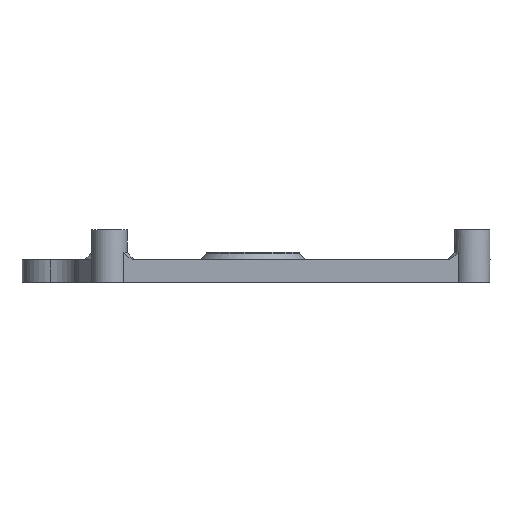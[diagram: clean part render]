
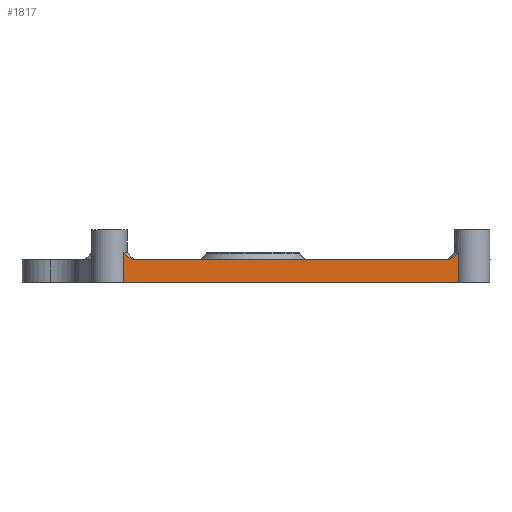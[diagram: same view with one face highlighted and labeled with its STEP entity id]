
A CAD part, left-side view. The second image highlights one B-rep face of the part: STEP entity #1817.
In plain terms, the highlighted planar face has unit normal (-1, 0, 0).
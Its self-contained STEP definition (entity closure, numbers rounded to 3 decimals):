
#29=B_SPLINE_CURVE_WITH_KNOTS('',3,(#2829,#2830,#2831,#2832,#2833,#2834,
#2835,#2836,#2837,#2838,#2839,#2840,#2841,#2842,#2843,#2844,#2845,#2846,
#2847),.UNSPECIFIED.,.F.,.F.,(4,3,3,3,3,3,4),(0.,0.025,0.051,
0.078,0.106,0.136,0.155),
 .UNSPECIFIED.);
#64=(
BOUNDED_CURVE()
B_SPLINE_CURVE(2,(#3233,#3234,#3235),.UNSPECIFIED.,.F.,.F.)
B_SPLINE_CURVE_WITH_KNOTS((3,3),(0.,0.155),.UNSPECIFIED.)
CURVE()
GEOMETRIC_REPRESENTATION_ITEM()
RATIONAL_B_SPLINE_CURVE((1.,1.021,1.))
REPRESENTATION_ITEM('')
);
#139=PLANE('',#1994);
#219=FACE_OUTER_BOUND('',#331,.T.);
#331=EDGE_LOOP('',(#1644,#1645,#1646,#1647,#1648,#1649));
#359=LINE('',#2570,#517);
#405=LINE('',#2701,#563);
#457=LINE('',#2827,#615);
#499=LINE('',#3236,#657);
#517=VECTOR('',#2053,10.);
#563=VECTOR('',#2149,10.);
#615=VECTOR('',#2277,10.);
#657=VECTOR('',#2465,10.);
#753=VERTEX_POINT('',#2567);
#754=VERTEX_POINT('',#2569);
#813=VERTEX_POINT('',#2698);
#814=VERTEX_POINT('',#2700);
#847=VERTEX_POINT('',#2825);
#906=VERTEX_POINT('',#3232);
#932=EDGE_CURVE('',#753,#754,#359,.T.);
#998=EDGE_CURVE('',#814,#813,#405,.F.);
#1061=EDGE_CURVE('',#813,#847,#457,.T.);
#1062=EDGE_CURVE('',#754,#847,#29,.T.);
#1159=EDGE_CURVE('',#906,#753,#64,.T.);
#1160=EDGE_CURVE('',#814,#906,#499,.F.);
#1644=ORIENTED_EDGE('',*,*,#932,.F.);
#1645=ORIENTED_EDGE('',*,*,#1159,.F.);
#1646=ORIENTED_EDGE('',*,*,#1160,.F.);
#1647=ORIENTED_EDGE('',*,*,#998,.T.);
#1648=ORIENTED_EDGE('',*,*,#1061,.T.);
#1649=ORIENTED_EDGE('',*,*,#1062,.F.);
#1817=ADVANCED_FACE('',(#219),#139,.T.);
#1994=AXIS2_PLACEMENT_3D('',#3231,#2463,#2464);
#2053=DIRECTION('',(0.,-1.,0.));
#2149=DIRECTION('',(0.,1.,0.));
#2277=DIRECTION('',(0.,0.,1.));
#2463=DIRECTION('center_axis',(-1.,0.,0.));
#2464=DIRECTION('ref_axis',(0.,-1.,0.));
#2465=DIRECTION('',(0.,0.,-1.));
#2567=CARTESIAN_POINT('',(219.981,-5.477,118.056));
#2569=CARTESIAN_POINT('',(219.981,-48.44,118.056));
#2570=CARTESIAN_POINT('',(219.981,-15.708,118.056));
#2698=CARTESIAN_POINT('',(219.981,-49.614,115.));
#2700=CARTESIAN_POINT('',(219.981,-4.303,115.));
#2701=CARTESIAN_POINT('',(219.981,-16.008,115.));
#2825=CARTESIAN_POINT('',(219.981,-49.614,119.061));
#2827=CARTESIAN_POINT('',(219.981,-49.614,119.287));
#2829=CARTESIAN_POINT('Ctrl Pts',(219.981,-48.44,118.056));
#2830=CARTESIAN_POINT('Ctrl Pts',(219.981,-48.515,118.124));
#2831=CARTESIAN_POINT('Ctrl Pts',(219.981,-48.588,118.19));
#2832=CARTESIAN_POINT('Ctrl Pts',(219.981,-48.659,118.252));
#2833=CARTESIAN_POINT('Ctrl Pts',(219.981,-48.732,118.318));
#2834=CARTESIAN_POINT('Ctrl Pts',(219.981,-48.803,118.38));
#2835=CARTESIAN_POINT('Ctrl Pts',(219.981,-48.872,118.44));
#2836=CARTESIAN_POINT('Ctrl Pts',(219.981,-48.945,118.504));
#2837=CARTESIAN_POINT('Ctrl Pts',(219.981,-49.016,118.565));
#2838=CARTESIAN_POINT('Ctrl Pts',(219.981,-49.085,118.624));
#2839=CARTESIAN_POINT('Ctrl Pts',(219.981,-49.156,118.685));
#2840=CARTESIAN_POINT('Ctrl Pts',(219.981,-49.224,118.742));
#2841=CARTESIAN_POINT('Ctrl Pts',(219.981,-49.291,118.798));
#2842=CARTESIAN_POINT('Ctrl Pts',(219.981,-49.361,118.856));
#2843=CARTESIAN_POINT('Ctrl Pts',(219.981,-49.429,118.912));
#2844=CARTESIAN_POINT('Ctrl Pts',(219.981,-49.495,118.965));
#2845=CARTESIAN_POINT('Ctrl Pts',(219.981,-49.535,118.998));
#2846=CARTESIAN_POINT('Ctrl Pts',(219.981,-49.575,119.03));
#2847=CARTESIAN_POINT('Ctrl Pts',(219.981,-49.614,119.061));
#3231=CARTESIAN_POINT('Origin',(219.981,-4.908,115.));
#3232=CARTESIAN_POINT('',(219.981,-4.303,119.061));
#3233=CARTESIAN_POINT('Ctrl Pts',(219.981,-4.303,119.061));
#3234=CARTESIAN_POINT('Ctrl Pts',(219.981,-4.788,118.677));
#3235=CARTESIAN_POINT('Ctrl Pts',(219.981,-5.477,118.056));
#3236=CARTESIAN_POINT('',(219.981,-4.303,119.287));
